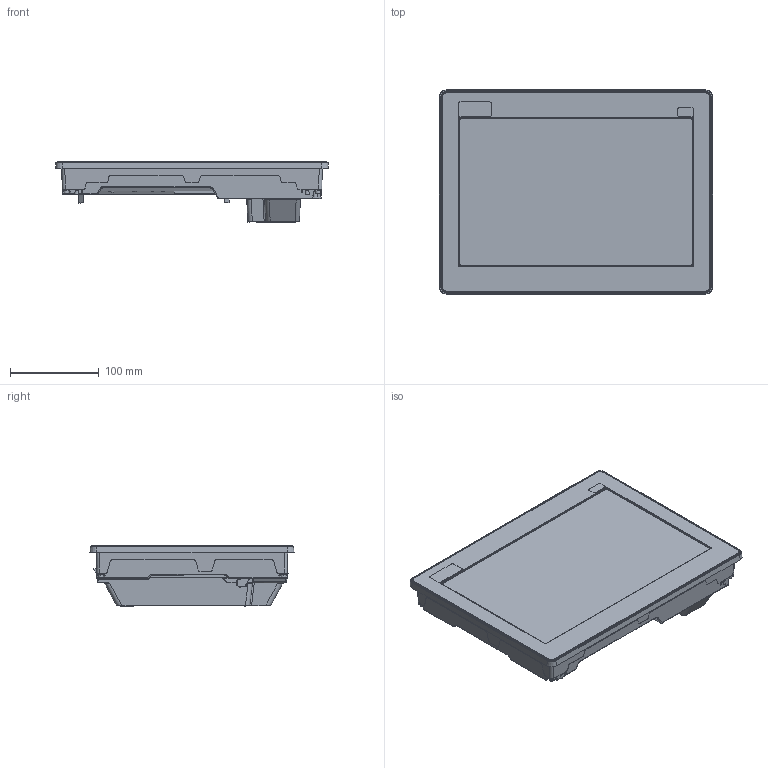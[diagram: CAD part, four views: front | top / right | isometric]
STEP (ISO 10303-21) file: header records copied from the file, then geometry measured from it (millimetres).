
FILE_DESCRIPTION(('STEP AP242'),'1');
FILE_NAME('hmidt65x.stp','2019-10-14T18:56:09',('TraceParts'),('TraceParts S.A.'),'Spatial InterOp 3D',' ',' ');
FILE_SCHEMA(('AP242_MANAGED_MODEL_BASED_3D_ENGINEERING_MIM_LF {1 0 10303 442 1 1 4}'));
Length unit declared in the file: millimetre
Products named in the file (1): hmidt65x
Bounding box: 308.5 x 230.5 x 68.58 mm (x, y, z)
Volume: 2575780.6 mm3; surface area: 203382 mm2
Topology: 1 solids, 1 shells, 758 faces, 2009 edges, 1293 vertices
Faces by surface type: plane 352, cylinder 248, bspline 88, cone 44, torus 18, sphere 8
Entity records: 33045 total; most frequent: CARTESIAN_POINT 16161, ORIENTED_EDGE 4018, DIRECTION 2711, EDGE_CURVE 2009, VERTEX_POINT 1293, LINE 1027, VECTOR 1027, AXIS2_PLACEMENT_3D 842
